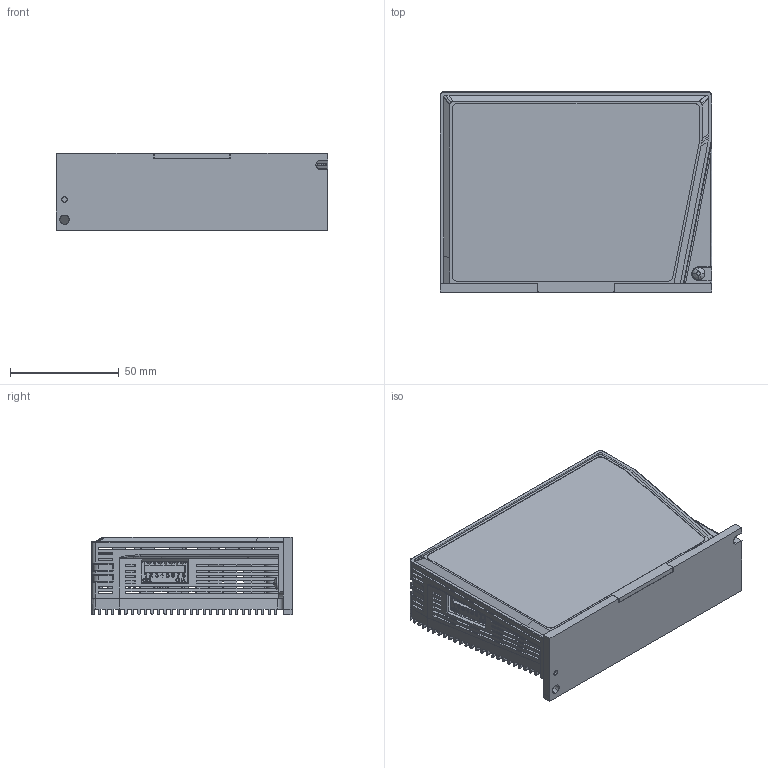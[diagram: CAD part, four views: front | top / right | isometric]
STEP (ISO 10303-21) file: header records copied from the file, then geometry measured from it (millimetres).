
FILE_DESCRIPTION(/* description */ (''),/* implementation_level */ '2;1');
FILE_NAME(/* name */ 'DP3CL-~2',/* time_stamp */ '2022-04-19T16:31:52+08:00',/* author */ (''),/* organization */ (''),/* preprocessor_version */ 'ST-DEVELOPER v15',/* originating_system */ '',/* authorisation */ '');
FILE_SCHEMA (('AUTOMOTIVE_DESIGN'));
Products named in the file (1): Document
Bounding box: 125 x 92.2 x 35.5 mm (x, y, z)
Surface area: 99867.3 mm2 (no closed solid volume)
Topology: 0 solids, 3598 shells, 3598 faces, 20864 edges, 20836 vertices
Faces by surface type: plane 3047, bspline 551
Entity records: 198128 total; most frequent: CARTESIAN_POINT 85309, ORIENTED_EDGE 20841, EDGE_CURVE 20841, VERTEX_POINT 20839, B_SPLINE_CURVE_WITH_KNOTS 18963, EDGE_LOOP 3875, PRESENTATION_LAYER_ASSIGNMENT 3598, SHELL_BASED_SURFACE_MODEL 3598
